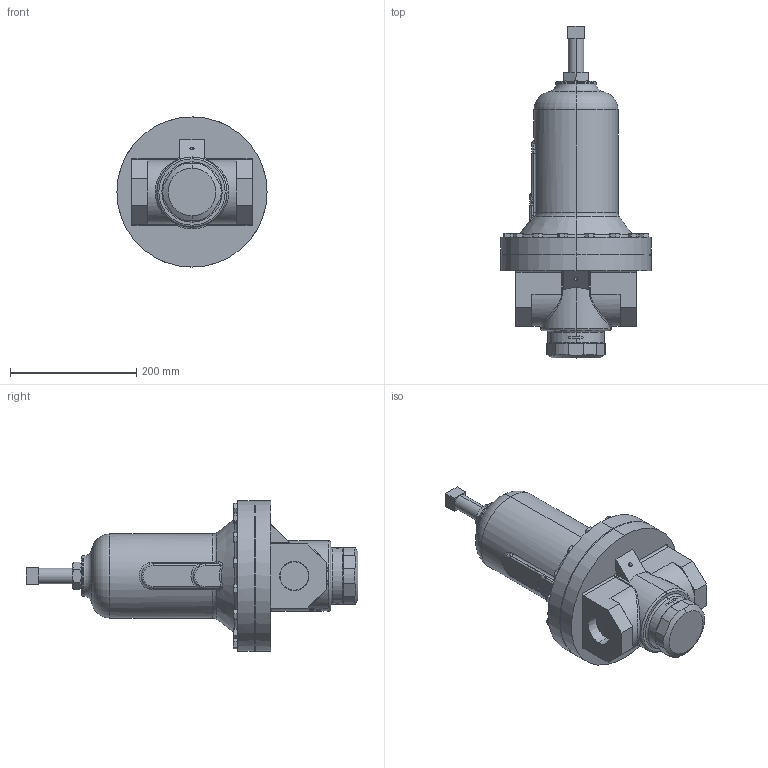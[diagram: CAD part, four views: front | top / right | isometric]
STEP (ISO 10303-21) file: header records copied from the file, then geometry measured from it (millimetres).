
FILE_DESCRIPTION (( 'STEP AP203' ), '1' );
FILE_NAME ('68G-150-DI-PT.STEP', '2017-08-18T16:19:30', ( '' ), ( '' ), 'SwSTEP 2.0', 'SolidWorks 2014', '' );
FILE_SCHEMA (( 'CONFIG_CONTROL_DESIGN' ));
Products named in the file (1): 68G-150-DI-PT
Bounding box: 238.12 x 526.44 x 238.12 mm (x, y, z)
Volume: 7813684.3 mm3; surface area: 295381.9 mm2
Topology: 1 solids, 1 shells, 586 faces, 1450 edges, 900 vertices
Faces by surface type: plane 245, bspline 125, cone 118, cylinder 70, torus 24, sphere 4
Entity records: 42048 total; most frequent: CARTESIAN_POINT 29228, ORIENTED_EDGE 2884, DIRECTION 2243, EDGE_CURVE 1442, VERTEX_POINT 900, AXIS2_PLACEMENT_3D 827, EDGE_LOOP 628, VECTOR 589
